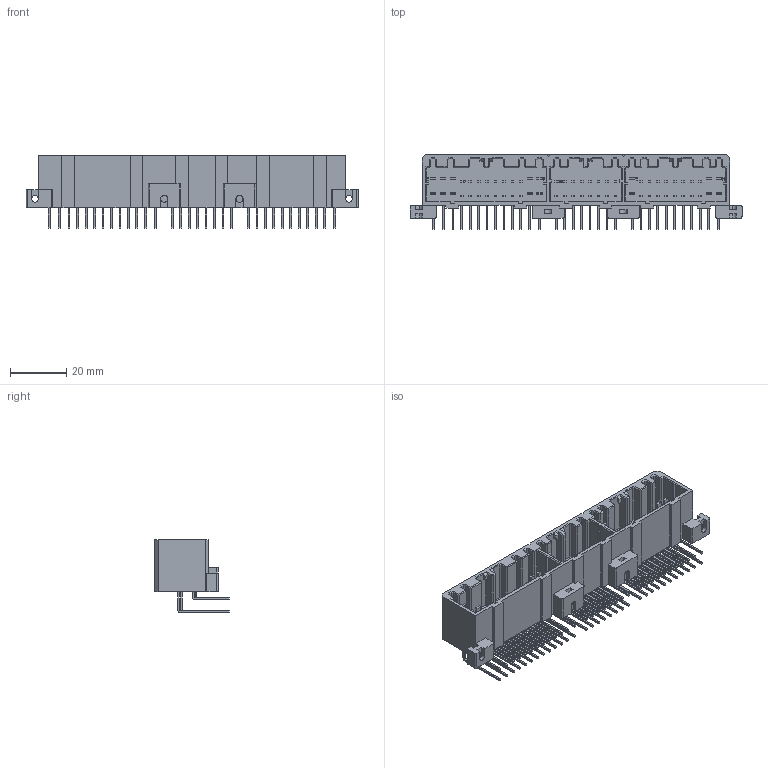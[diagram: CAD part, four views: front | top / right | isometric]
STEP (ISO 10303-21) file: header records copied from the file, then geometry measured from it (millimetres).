
FILE_DESCRIPTION((''),'2;1');
FILE_NAME('C-174518-7','2008-09-24T',('workeradm'),('Tyco Electronics Corporation'),'PRO/ENGINEER BY PARAMETRIC TECHNOLOGY CORPORATION, 2005450','PRO/ENGINEER BY PARAMETRIC TECHNOLOGY CORPORATION, 2005450','');
FILE_SCHEMA(('CONFIG_CONTROL_DESIGN', 'GEOMETRIC_VALIDATION_PROPERTIES_MIM'));
Length unit declared in the file: millimetre
Products named in the file (1): C-174518-7
Bounding box: 117.8 x 26.5 x 25.82 mm (x, y, z)
Volume: 18780.7 mm3; surface area: 20284.5 mm2
Topology: 1 solids, 1 shells, 1596 faces, 4284 edges, 2816 vertices
Faces by surface type: plane 1438, cylinder 158
Entity records: 49153 total; most frequent: CARTESIAN_POINT 8697, ORIENTED_EDGE 8568, DIRECTION 7804, EDGE_CURVE 4284, VECTOR 3956, LINE 3956, VERTEX_POINT 2816, AXIS2_PLACEMENT_3D 1924
